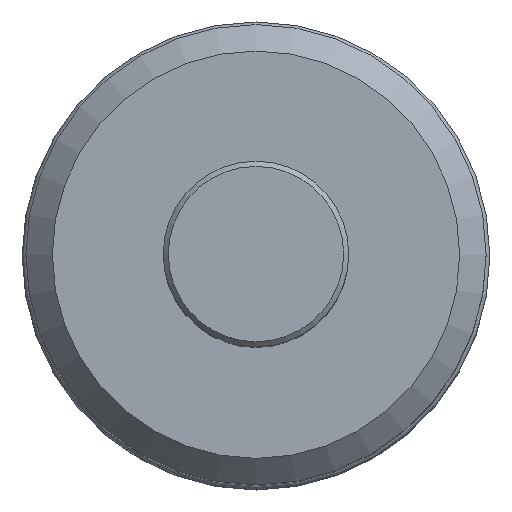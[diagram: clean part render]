
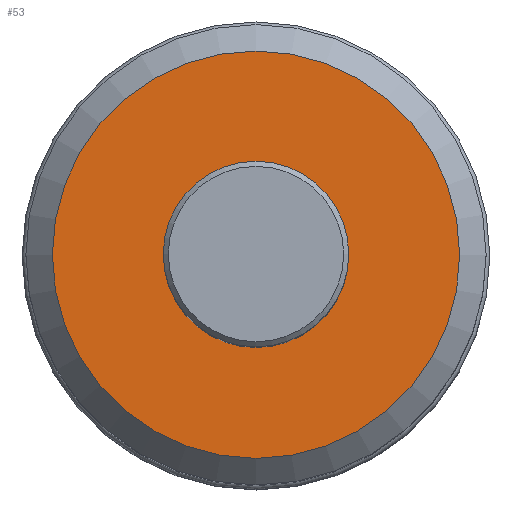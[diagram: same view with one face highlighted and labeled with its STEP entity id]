
A CAD part, top view. The second image highlights one B-rep face of the part: STEP entity #53.
In plain terms, the highlighted planar face has unit normal (0, 0, 1).
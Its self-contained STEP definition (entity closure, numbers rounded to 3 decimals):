
#42=PLANE('',#256);
#53=ADVANCED_FACE('',(#77,#78),#42,.F.);
#77=FACE_BOUND('',#108,.T.);
#78=FACE_BOUND('',#109,.T.);
#108=EDGE_LOOP('',(#140));
#109=EDGE_LOOP('',(#141));
#140=ORIENTED_EDGE('',*,*,#186,.F.);
#141=ORIENTED_EDGE('',*,*,#185,.T.);
#169=VERTEX_POINT('',#372);
#170=VERTEX_POINT('',#375);
#185=EDGE_CURVE('',#169,#169,#201,.T.);
#186=EDGE_CURVE('',#170,#170,#202,.T.);
#201=CIRCLE('',#253,12.498);
#202=CIRCLE('',#255,27.432);
#253=AXIS2_PLACEMENT_3D('',#371,#301,#302);
#255=AXIS2_PLACEMENT_3D('',#374,#305,#306);
#256=AXIS2_PLACEMENT_3D('',#376,#307,#308);
#301=DIRECTION('',(0.,0.,-1.));
#302=DIRECTION('',(-1.,0.,0.));
#305=DIRECTION('',(0.,0.,-1.));
#306=DIRECTION('',(-1.,0.,0.));
#307=DIRECTION('',(0.,0.,-1.));
#308=DIRECTION('',(1.,0.,0.));
#371=CARTESIAN_POINT('',(0.,0.,-50.8));
#372=CARTESIAN_POINT('',(-12.498,0.,-50.8));
#374=CARTESIAN_POINT('',(0.,0.,-50.8));
#375=CARTESIAN_POINT('',(-27.432,0.,-50.8));
#376=CARTESIAN_POINT('',(-7.757,9.8,-50.8));
